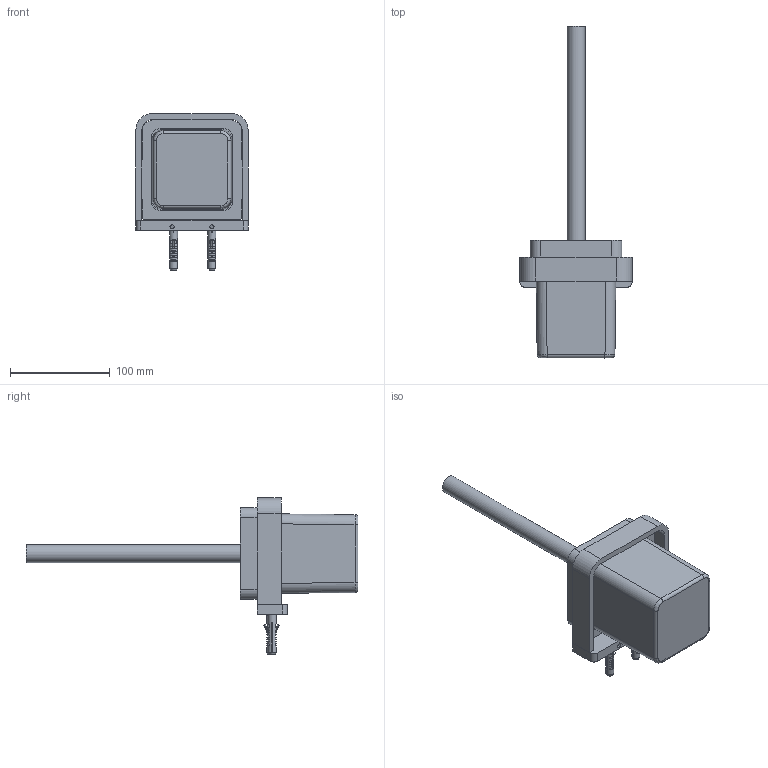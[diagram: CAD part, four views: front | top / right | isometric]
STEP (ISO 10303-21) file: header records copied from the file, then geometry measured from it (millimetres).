
FILE_DESCRIPTION(/* description */ (''),/* implementation_level */ '2;1');
FILE_NAME(/* name */ 'e7b1b00c-f0db-49f5-8bac-bea58d1a1ed7.stp',/* time_stamp */ '2019-07-12T08:55:47+00:00',/* author */ (''),/* organization */ (''),/* preprocessor_version */ 'ST-DEVELOPER v18',/* originating_system */ 'Autodesk Translation Framework v8.2.0.1029',/* authorisation */ '');
FILE_SCHEMA (('AUTOMOTIVE_DESIGN { 1 0 10303 214 3 1 1 }'));
Products named in the file (1): !LU30620
Bounding box: 112.5 x 333 x 157 mm (x, y, z)
Volume: 592112.2 mm3; surface area: 158444.5 mm2
Topology: 13 solids, 13 shells, 682 faces, 1800 edges, 1170 vertices
Faces by surface type: plane 304, cylinder 226, bspline 122, cone 22, torus 8
Full cylindrical faces by diameter (mm): 3.3 x4, 3.8 x62, 4 x52, 4.2 x6, 4.8 x4, 5 x4, 5.126 x2, 7.5 x2, 8 x3, 18 x1
Entity records: 62263 total; most frequent: CARTESIAN_POINT 46377, ORIENTED_EDGE 3588, DIRECTION 2778, EDGE_CURVE 1794, VERTEX_POINT 1170, LINE 944, VECTOR 944, AXIS2_PLACEMENT_3D 917
